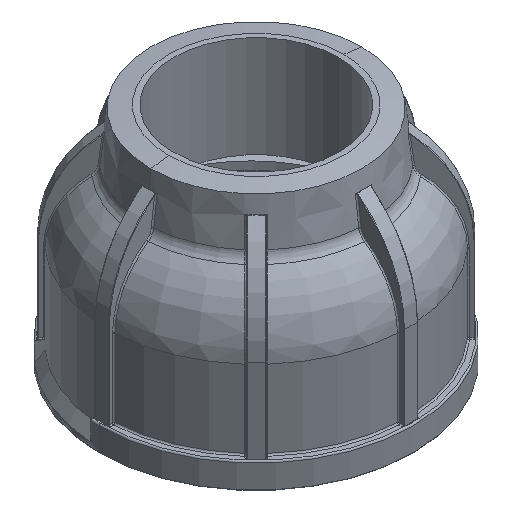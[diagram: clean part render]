
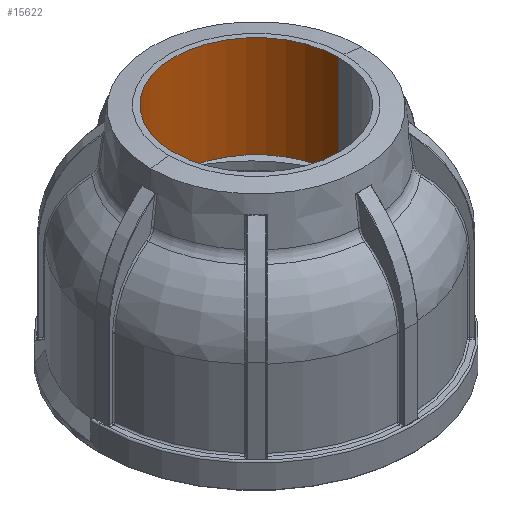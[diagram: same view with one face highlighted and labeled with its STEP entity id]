
A CAD part, isometric view. The second image highlights one B-rep face of the part: STEP entity #15622.
In plain terms, the highlighted cylindrical face has radius 16.25 mm (diameter 32.5 mm), a partial arc.
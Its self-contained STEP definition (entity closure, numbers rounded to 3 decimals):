
#467 = AXIS2_PLACEMENT_3D ( 'NONE', #7008, #7007, #7004 ) ;
#589 = AXIS2_PLACEMENT_3D ( 'NONE', #14301, #14302, #14303 ) ;
#590 = AXIS2_PLACEMENT_3D ( 'NONE', #14304, #14305, #14306 ) ;
#2567 = CARTESIAN_POINT ( 'NONE',  ( 16.25, 0., -20. ) ) ;
#2569 = CARTESIAN_POINT ( 'NONE',  ( 16.25, 0., 0. ) ) ;
#2673 = CARTESIAN_POINT ( 'NONE',  ( -16.25, 0., -20. ) ) ;
#2748 = CARTESIAN_POINT ( 'NONE',  ( -16.25, 0., 0. ) ) ;
#2924 = CARTESIAN_POINT ( 'NONE',  ( -16.25, 0., 0. ) ) ;
#2925 = DIRECTION ( 'NONE',  ( 0., 0., 1. ) ) ;
#2935 = CARTESIAN_POINT ( 'NONE',  ( 16.25, 0., 0. ) ) ;
#2936 = DIRECTION ( 'NONE',  ( 0., 0., 1. ) ) ;
#7004 = DIRECTION ( 'NONE',  ( 1., 0., 0. ) ) ;
#7007 = DIRECTION ( 'NONE',  ( 0., 0., 1. ) ) ;
#7008 = CARTESIAN_POINT ( 'NONE',  ( 0., 0., 0. ) ) ;
#8054 = EDGE_LOOP ( 'NONE', ( #21198, #21213, #21267, #21441 ) ) ;
#14301 = CARTESIAN_POINT ( 'NONE',  ( 0., 0., 0. ) ) ;
#14302 = DIRECTION ( 'NONE',  ( 0., 0., 1. ) ) ;
#14303 = DIRECTION ( 'NONE',  ( 1., 0., 0. ) ) ;
#14304 = CARTESIAN_POINT ( 'NONE',  ( 0., 0., -20. ) ) ;
#14305 = DIRECTION ( 'NONE',  ( 0., 0., 1. ) ) ;
#14306 = DIRECTION ( 'NONE',  ( 1., 0., 0. ) ) ;
#15622 = ADVANCED_FACE ( 'NONE', ( #25504 ), #25469, .F. ) ;
#17013 = EDGE_CURVE ( 'NONE', #21627, #21813, #25260, .T. ) ;
#17014 = EDGE_CURVE ( 'NONE', #21625, #21733, #25257, .T. ) ;
#21198 = ORIENTED_EDGE ( 'NONE', *, *, #25781, .F. ) ;
#21213 = ORIENTED_EDGE ( 'NONE', *, *, #17014, .F. ) ;
#21267 = ORIENTED_EDGE ( 'NONE', *, *, #25785, .T. ) ;
#21441 = ORIENTED_EDGE ( 'NONE', *, *, #17013, .T. ) ;
#21625 = VERTEX_POINT ( 'NONE', #2567 ) ;
#21627 = VERTEX_POINT ( 'NONE', #2569 ) ;
#21733 = VERTEX_POINT ( 'NONE', #2673 ) ;
#21813 = VERTEX_POINT ( 'NONE', #2748 ) ;
#24635 = VECTOR ( 'NONE', #2936, 1000. ) ;
#24638 = LINE ( 'NONE', #2935, #24635 ) ;
#24641 = VECTOR ( 'NONE', #2925, 1000. ) ;
#24647 = LINE ( 'NONE', #2924, #24641 ) ;
#25257 = CIRCLE ( 'NONE', #590, 16.25 ) ;
#25260 = CIRCLE ( 'NONE', #589, 16.25 ) ;
#25469 = CYLINDRICAL_SURFACE ( 'NONE', #467, 16.25 ) ;
#25504 = FACE_OUTER_BOUND ( 'NONE', #8054, .T. ) ;
#25781 = EDGE_CURVE ( 'NONE', #21733, #21813, #24647, .T. ) ;
#25785 = EDGE_CURVE ( 'NONE', #21625, #21627, #24638, .T. ) ;
